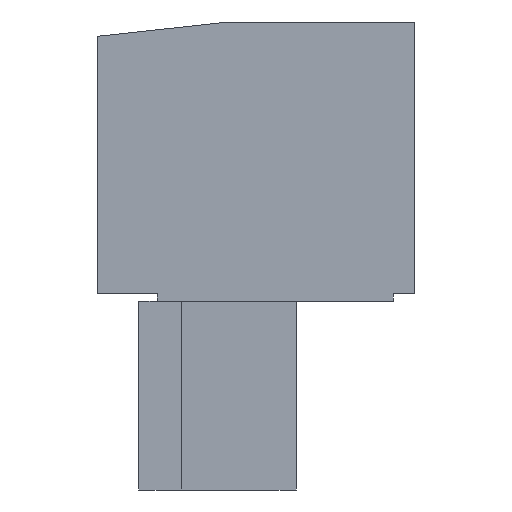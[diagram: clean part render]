
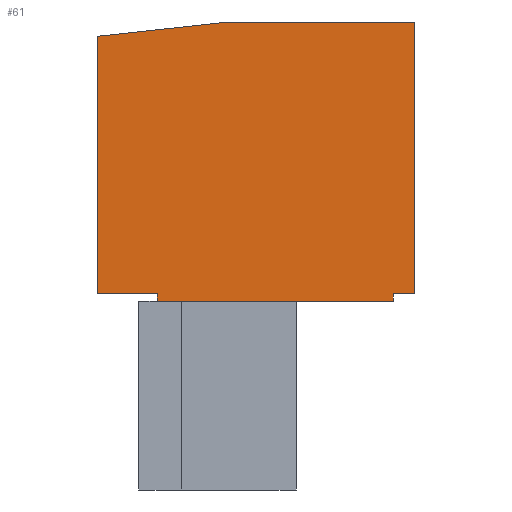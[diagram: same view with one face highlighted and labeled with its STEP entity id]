
A CAD part, left-side view. The second image highlights one B-rep face of the part: STEP entity #61.
In plain terms, the highlighted planar face has unit normal (-1, 0, 0).
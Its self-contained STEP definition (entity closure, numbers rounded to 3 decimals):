
#2 = EDGE_CURVE ( 'NONE', #2418, #2412, #2396, .T. ) ;
#9 = EDGE_CURVE ( 'NONE', #1826, #2368, #2417, .T. ) ;
#13 = EDGE_CURVE ( 'NONE', #2418, #2420, #2459, .T. ) ;
#21 = EDGE_CURVE ( 'NONE', #2434, #2456, #2408, .T. ) ;
#61 = ADVANCED_FACE ( 'NONE', ( #2239 ), #2060, .F. ) ;
#76 = EDGE_CURVE ( 'NONE', #2434, #2412, #2211, .T. ) ;
#241 = AXIS2_PLACEMENT_3D ( 'NONE', #2035, #2034, #2032 ) ;
#509 = LINE ( 'NONE', #2765, #512 ) ;
#512 = VECTOR ( 'NONE', #2766, 1000. ) ;
#521 = LINE ( 'NONE', #2754, #530 ) ;
#530 = VECTOR ( 'NONE', #2784, 1000. ) ;
#535 = LINE ( 'NONE', #2795, #538 ) ;
#538 = VECTOR ( 'NONE', #2796, 1000. ) ;
#781 = VECTOR ( 'NONE', #2906, 1000. ) ;
#783 = LINE ( 'NONE', #2905, #781 ) ;
#915 = EDGE_LOOP ( 'NONE', ( #1942, #1821, #1815, #1817, #1861, #1941, #1839, #2401, #2424 ) ) ;
#1325 = CARTESIAN_POINT ( 'NONE',  ( 0., 0.75, -9.5 ) ) ;
#1326 = DIRECTION ( 'NONE',  ( 0., 1., 0. ) ) ;
#1335 = DIRECTION ( 'NONE',  ( 0., 0., 1. ) ) ;
#1337 = DIRECTION ( 'NONE',  ( 0., -0.994, 0.108 ) ) ;
#1342 = DIRECTION ( 'NONE',  ( 0., 0., -1. ) ) ;
#1362 = CARTESIAN_POINT ( 'NONE',  ( 0., 11.1, -0.5 ) ) ;
#1365 = CARTESIAN_POINT ( 'NONE',  ( 0., 0., -9.5 ) ) ;
#1386 = CARTESIAN_POINT ( 'NONE',  ( 0., 9., -9.75 ) ) ;
#1734 = CARTESIAN_POINT ( 'NONE',  ( 0., 0., -9.75 ) ) ;
#1783 = DIRECTION ( 'NONE',  ( 0., 1., 0. ) ) ;
#1815 = ORIENTED_EDGE ( 'NONE', *, *, #13, .F. ) ;
#1817 = ORIENTED_EDGE ( 'NONE', *, *, #2, .T. ) ;
#1821 = ORIENTED_EDGE ( 'NONE', *, *, #2213, .F. ) ;
#1826 = VERTEX_POINT ( 'NONE', #2678 ) ;
#1839 = ORIENTED_EDGE ( 'NONE', *, *, #2203, .F. ) ;
#1861 = ORIENTED_EDGE ( 'NONE', *, *, #76, .F. ) ;
#1941 = ORIENTED_EDGE ( 'NONE', *, *, #21, .T. ) ;
#1942 = ORIENTED_EDGE ( 'NONE', *, *, #9, .F. ) ;
#2032 = DIRECTION ( 'NONE',  ( 0., 0., -1. ) ) ;
#2034 = DIRECTION ( 'NONE',  ( 1., 0., 0. ) ) ;
#2035 = CARTESIAN_POINT ( 'NONE',  ( 0., 0., 0. ) ) ;
#2060 = PLANE ( 'NONE',  #241 ) ;
#2203 = EDGE_CURVE ( 'NONE', #2430, #2456, #509, .T. ) ;
#2211 = LINE ( 'NONE', #1734, #2388 ) ;
#2213 = EDGE_CURVE ( 'NONE', #2420, #1826, #521, .T. ) ;
#2218 = EDGE_CURVE ( 'NONE', #2368, #2379, #535, .T. ) ;
#2239 = FACE_OUTER_BOUND ( 'NONE', #915, .T. ) ;
#2368 = VERTEX_POINT ( 'NONE', #2817 ) ;
#2379 = VERTEX_POINT ( 'NONE', #2825 ) ;
#2388 = VECTOR ( 'NONE', #1783, 1000. ) ;
#2396 = LINE ( 'NONE', #1386, #2475 ) ;
#2401 = ORIENTED_EDGE ( 'NONE', *, *, #2502, .T. ) ;
#2408 = LINE ( 'NONE', #1325, #2415 ) ;
#2412 = VERTEX_POINT ( 'NONE', #2841 ) ;
#2415 = VECTOR ( 'NONE', #1335, 1000. ) ;
#2417 = LINE ( 'NONE', #1362, #2462 ) ;
#2418 = VERTEX_POINT ( 'NONE', #2842 ) ;
#2420 = VERTEX_POINT ( 'NONE', #2844 ) ;
#2424 = ORIENTED_EDGE ( 'NONE', *, *, #2218, .F. ) ;
#2430 = VERTEX_POINT ( 'NONE', #2850 ) ;
#2434 = VERTEX_POINT ( 'NONE', #2846 ) ;
#2456 = VERTEX_POINT ( 'NONE', #2867 ) ;
#2457 = VECTOR ( 'NONE', #1326, 1000. ) ;
#2459 = LINE ( 'NONE', #1365, #2457 ) ;
#2462 = VECTOR ( 'NONE', #1337, 1000. ) ;
#2475 = VECTOR ( 'NONE', #1342, 1000. ) ;
#2502 = EDGE_CURVE ( 'NONE', #2430, #2379, #783, .T. ) ;
#2678 = CARTESIAN_POINT ( 'NONE',  ( 0., 11.1, -0.5 ) ) ;
#2754 = CARTESIAN_POINT ( 'NONE',  ( 0., 11.1, 0. ) ) ;
#2765 = CARTESIAN_POINT ( 'NONE',  ( 0., 0., -9.5 ) ) ;
#2766 = DIRECTION ( 'NONE',  ( 0., 1., 0. ) ) ;
#2784 = DIRECTION ( 'NONE',  ( 0., 0., 1. ) ) ;
#2795 = CARTESIAN_POINT ( 'NONE',  ( 0., 0., 0. ) ) ;
#2796 = DIRECTION ( 'NONE',  ( 0., -1., 0. ) ) ;
#2817 = CARTESIAN_POINT ( 'NONE',  ( 0., 6.5, 0. ) ) ;
#2825 = CARTESIAN_POINT ( 'NONE',  ( 0., 0., 0. ) ) ;
#2841 = CARTESIAN_POINT ( 'NONE',  ( 0., 9., -9.75 ) ) ;
#2842 = CARTESIAN_POINT ( 'NONE',  ( 0., 9., -9.5 ) ) ;
#2844 = CARTESIAN_POINT ( 'NONE',  ( 0., 11.1, -9.5 ) ) ;
#2846 = CARTESIAN_POINT ( 'NONE',  ( 0., 0.75, -9.75 ) ) ;
#2850 = CARTESIAN_POINT ( 'NONE',  ( 0., 0., -9.5 ) ) ;
#2867 = CARTESIAN_POINT ( 'NONE',  ( 0., 0.75, -9.5 ) ) ;
#2905 = CARTESIAN_POINT ( 'NONE',  ( 0., 0., 0. ) ) ;
#2906 = DIRECTION ( 'NONE',  ( 0., 0., 1. ) ) ;
